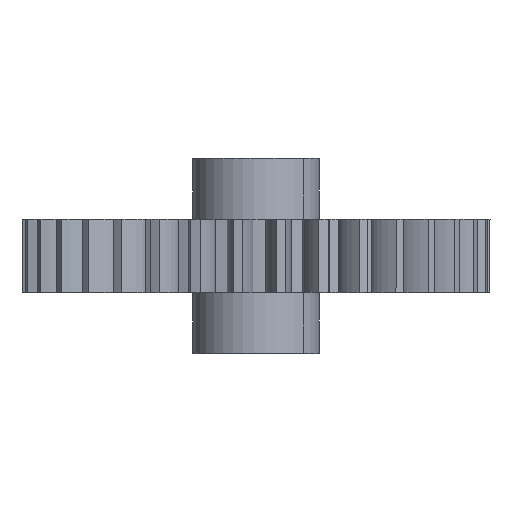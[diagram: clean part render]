
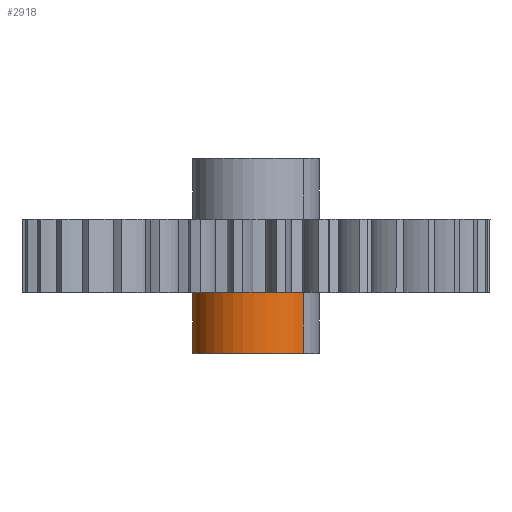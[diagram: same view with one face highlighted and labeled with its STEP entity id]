
A CAD part, top view. The second image highlights one B-rep face of the part: STEP entity #2918.
In plain terms, the highlighted cylindrical face has radius 16.51 mm (diameter 33.02 mm), a partial arc.
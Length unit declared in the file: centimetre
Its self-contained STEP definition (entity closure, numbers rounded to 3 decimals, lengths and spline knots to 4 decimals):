
#241 = CARTESIAN_POINT ( 'NONE',  ( 11.2553, 112.704, 12.9063 ) ) ;
#407 = FACE_OUTER_BOUND ( 'NONE', #7237, .T. ) ;
#575 = CARTESIAN_POINT ( 'NONE',  ( 11.2553, 114.2915, 9.6043 ) ) ;
#892 = CARTESIAN_POINT ( 'NONE',  ( 11.2553, 112.704, 11.2553 ) ) ;
#1015 = DIRECTION ( 'NONE',  ( 0., 0., 1. ) ) ;
#1357 = EDGE_CURVE ( 'NONE', #8413, #2924, #6788, .T. ) ;
#1586 = CARTESIAN_POINT ( 'NONE',  ( 11.2553, 114.2915, 11.2553 ) ) ;
#1709 = EDGE_CURVE ( 'NONE', #8413, #6311, #6314, .T. ) ;
#1738 = DIRECTION ( 'NONE',  ( 0., 1., 0. ) ) ;
#2205 = VECTOR ( 'NONE', #5003, 100. ) ;
#2260 = ORIENTED_EDGE ( 'NONE', *, *, #1357, .T. ) ;
#2266 = LINE ( 'NONE', #7496, #8385 ) ;
#2301 = VERTEX_POINT ( 'NONE', #575 ) ;
#2363 = DIRECTION ( 'NONE',  ( 0., 0., 1. ) ) ;
#2389 = CARTESIAN_POINT ( 'NONE',  ( 11.2553, 109.2113, 12.9063 ) ) ;
#2599 = CARTESIAN_POINT ( 'NONE',  ( 11.2553, 112.704, 9.6043 ) ) ;
#2824 = DIRECTION ( 'NONE',  ( 0., -1., 0. ) ) ;
#2918 = ADVANCED_FACE ( 'NONE', ( #407 ), #8284, .T. ) ;
#2924 = VERTEX_POINT ( 'NONE', #4979 ) ;
#3018 = AXIS2_PLACEMENT_3D ( 'NONE', #892, #6897, #1015 ) ;
#4326 = CARTESIAN_POINT ( 'NONE',  ( 11.2553, 109.2113, 11.2553 ) ) ;
#4541 = AXIS2_PLACEMENT_3D ( 'NONE', #1586, #2824, #7469 ) ;
#4976 = ORIENTED_EDGE ( 'NONE', *, *, #1709, .F. ) ;
#4979 = CARTESIAN_POINT ( 'NONE',  ( 11.2553, 114.2915, 12.9063 ) ) ;
#5003 = DIRECTION ( 'NONE',  ( 0., 1., 0. ) ) ;
#5623 = DIRECTION ( 'NONE',  ( 0., 1., 0. ) ) ;
#5782 = CIRCLE ( 'NONE', #4541, 1.651 ) ;
#6311 = VERTEX_POINT ( 'NONE', #2599 ) ;
#6314 = CIRCLE ( 'NONE', #3018, 1.651 ) ;
#6624 = ORIENTED_EDGE ( 'NONE', *, *, #7310, .T. ) ;
#6788 = LINE ( 'NONE', #2389, #2205 ) ;
#6897 = DIRECTION ( 'NONE',  ( 0., -1., 0. ) ) ;
#7237 = EDGE_LOOP ( 'NONE', ( #7762, #4976, #2260, #6624 ) ) ;
#7310 = EDGE_CURVE ( 'NONE', #2924, #2301, #5782, .T. ) ;
#7469 = DIRECTION ( 'NONE',  ( 0., 0., -1. ) ) ;
#7496 = CARTESIAN_POINT ( 'NONE',  ( 11.2553, 109.2113, 9.6043 ) ) ;
#7557 = AXIS2_PLACEMENT_3D ( 'NONE', #4326, #5623, #2363 ) ;
#7758 = EDGE_CURVE ( 'NONE', #6311, #2301, #2266, .T. ) ;
#7762 = ORIENTED_EDGE ( 'NONE', *, *, #7758, .F. ) ;
#8284 = CYLINDRICAL_SURFACE ( 'NONE', #7557, 1.651 ) ;
#8385 = VECTOR ( 'NONE', #1738, 100. ) ;
#8413 = VERTEX_POINT ( 'NONE', #241 ) ;
